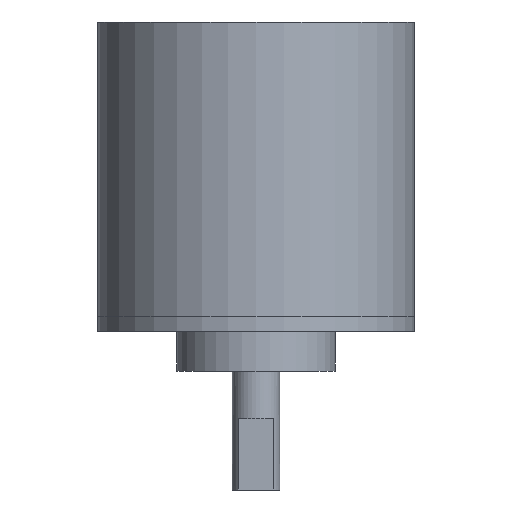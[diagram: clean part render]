
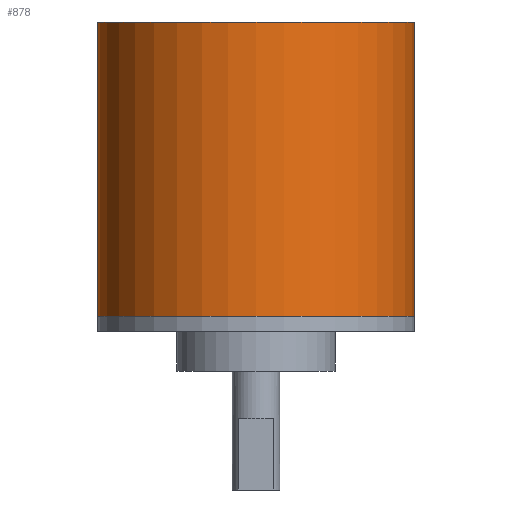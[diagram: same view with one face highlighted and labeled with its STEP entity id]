
A CAD part, front view. The second image highlights one B-rep face of the part: STEP entity #878.
In plain terms, the highlighted cylindrical face has radius 20 mm (diameter 40 mm), a partial arc.
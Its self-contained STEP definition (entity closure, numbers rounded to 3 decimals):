
#33 = AXIS2_PLACEMENT_3D ( 'NONE', #1006, #1008, #1016 ) ;
#76 = AXIS2_PLACEMENT_3D ( 'NONE', #1072, #931, #1066 ) ;
#77 = AXIS2_PLACEMENT_3D ( 'NONE', #1010, #1029, #957 ) ;
#150 = EDGE_CURVE ( 'NONE', #856, #858, #594, .T. ) ;
#152 = EDGE_CURVE ( 'NONE', #675, #734, #583, .T. ) ;
#155 = EDGE_CURVE ( 'NONE', #675, #856, #577, .T. ) ;
#156 = EDGE_CURVE ( 'NONE', #734, #858, #576, .T. ) ;
#349 = CYLINDRICAL_SURFACE ( 'NONE', #33, 20. ) ;
#436 = FACE_OUTER_BOUND ( 'NONE', #617, .T. ) ;
#576 = CIRCLE ( 'NONE', #77, 20. ) ;
#577 = CIRCLE ( 'NONE', #76, 20. ) ;
#580 = VECTOR ( 'NONE', #1145, 1000. ) ;
#583 = LINE ( 'NONE', #1130, #580 ) ;
#584 = VECTOR ( 'NONE', #954, 1000. ) ;
#594 = LINE ( 'NONE', #1141, #584 ) ;
#617 = EDGE_LOOP ( 'NONE', ( #869, #705, #708, #693 ) ) ;
#675 = VERTEX_POINT ( 'NONE', #1093 ) ;
#693 = ORIENTED_EDGE ( 'NONE', *, *, #156, .T. ) ;
#705 = ORIENTED_EDGE ( 'NONE', *, *, #155, .F. ) ;
#708 = ORIENTED_EDGE ( 'NONE', *, *, #152, .T. ) ;
#734 = VERTEX_POINT ( 'NONE', #1084 ) ;
#856 = VERTEX_POINT ( 'NONE', #1057 ) ;
#858 = VERTEX_POINT ( 'NONE', #1056 ) ;
#869 = ORIENTED_EDGE ( 'NONE', *, *, #150, .F. ) ;
#878 = ADVANCED_FACE ( 'NONE', ( #436 ), #349, .T. ) ;
#931 = DIRECTION ( 'NONE',  ( 0., 0., 1. ) ) ;
#954 = DIRECTION ( 'NONE',  ( 0., 0., -1. ) ) ;
#957 = DIRECTION ( 'NONE',  ( 1., 0., 0. ) ) ;
#1006 = CARTESIAN_POINT ( 'NONE',  ( 0., 0., 39.05 ) ) ;
#1008 = DIRECTION ( 'NONE',  ( 0., 0., -1. ) ) ;
#1010 = CARTESIAN_POINT ( 'NONE',  ( 0., 0., 1.95 ) ) ;
#1016 = DIRECTION ( 'NONE',  ( -1., 0., 0. ) ) ;
#1029 = DIRECTION ( 'NONE',  ( 0., 0., 1. ) ) ;
#1056 = CARTESIAN_POINT ( 'NONE',  ( 20., 0., 1.95 ) ) ;
#1057 = CARTESIAN_POINT ( 'NONE',  ( 20., 0., 39.05 ) ) ;
#1066 = DIRECTION ( 'NONE',  ( 1., 0., 0. ) ) ;
#1072 = CARTESIAN_POINT ( 'NONE',  ( 0., 0., 39.05 ) ) ;
#1084 = CARTESIAN_POINT ( 'NONE',  ( -20., 0., 1.95 ) ) ;
#1093 = CARTESIAN_POINT ( 'NONE',  ( -20., 0., 39.05 ) ) ;
#1130 = CARTESIAN_POINT ( 'NONE',  ( -20., 0., 39.05 ) ) ;
#1141 = CARTESIAN_POINT ( 'NONE',  ( 20., 0., 39.05 ) ) ;
#1145 = DIRECTION ( 'NONE',  ( 0., 0., -1. ) ) ;
